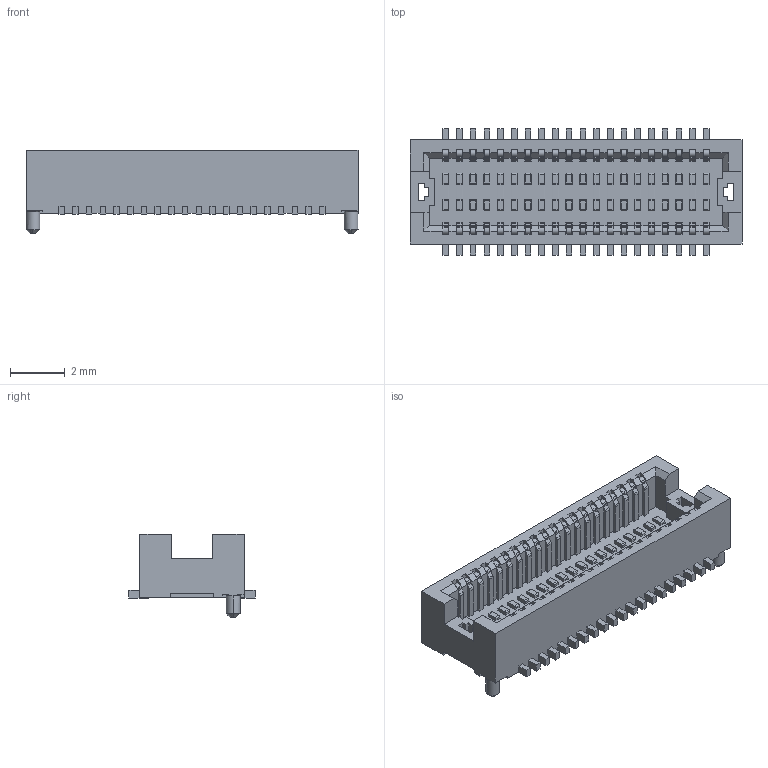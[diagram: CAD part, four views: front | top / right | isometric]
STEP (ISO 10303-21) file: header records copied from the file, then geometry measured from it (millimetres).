
FILE_DESCRIPTION( ('This file contains a STEP AP42 implementation' ,'as created by ZW3D STEP Interface translator.') ,'2;1' );
FILE_NAME( '3622-PXXX-023G1R01.stp' ,'23 316. 81637', (''), ('ZWCAD Software Co.'), 'Version 1.0', 'ZW3D to STEP translator', '' );
FILE_SCHEMA(('AUTOMOTIVE_DESIGN { 1 0 10303 214 1 1 1 1 }'));
Length unit declared in the file: millimetre
Products named in the file (2): 0; 3622-PXXX-023G1R01
Bounding box: 12.1 x 4.6 x 3.05 mm (x, y, z)
Volume: 63 mm3; surface area: 251.4 mm2
Topology: 1 solids, 1 shells, 1742 faces, 4728 edges, 3066 vertices
Faces by surface type: plane 1526, cylinder 200, cone 12, bspline 4
Entity records: 55955 total; most frequent: CARTESIAN_POINT 10225, ORIENTED_EDGE 9456, DIRECTION 8500, EDGE_CURVE 4728, VECTOR 4202, LINE 4202, VERTEX_POINT 3066, AXIS2_PLACEMENT_3D 2149
